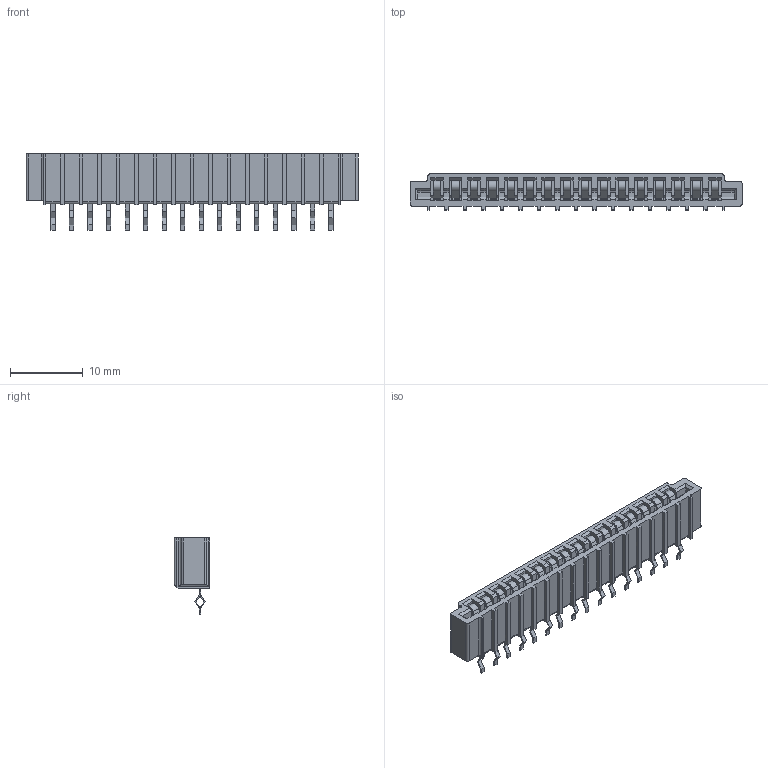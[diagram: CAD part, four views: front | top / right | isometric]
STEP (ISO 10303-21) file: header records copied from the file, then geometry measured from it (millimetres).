
FILE_DESCRIPTION(('STEP AP214'),'1');
FILE_NAME('FPC-TH_16P-P2.54_L4.8-Wxx.x.step','2024-10-28T10:20:04',(' '),(' '),'Spatial InterOp 3D',' ',' ');
FILE_SCHEMA(('AUTOMOTIVE_DESIGN { 1 0 10303 214 1 1 1 1 }'));
Length unit declared in the file: metre
Products named in the file (22): Component18; Component6; FPC-TH_16P-P2.54_L4.8-Wxx.x; Component19; Component8; Component20; Component15; Component21; Component16; Component1; Component2; Component3; Component4; Component5; Component7; Component9; Component10; Component11; Component12; Component13; Component14; Component17
Assembly tree (37 placements, depth 3):
  FPC-TH_16P-P2.54_L4.8-Wxx.x
    Component18
      Component6
    Component19
      Component8  x5
    Component20
      Component15  x5
    Component21
      Component16  x5
    Component1
    Component2
    Component3
    Component4
    Component5
    Component7
    Component9
    Component10
    Component11
    Component12
    Component13
    Component14
    Component17
    Component6  x4
Bounding box: 45.52 x 4.93 x 10.43 mm (x, y, z)
Volume: 867.6 mm3; surface area: 2931.6 mm2
Topology: 33 solids, 33 shells, 981 faces, 2752 edges, 1822 vertices
Faces by surface type: plane 793, cylinder 188
Entity records: 23661 total; most frequent: CARTESIAN_POINT 4125, ORIENTED_EDGE 4064, DIRECTION 3746, EDGE_CURVE 2032, LINE 1820, VECTOR 1820, VERTEX_POINT 1342, AXIS2_PLACEMENT_3D 963
